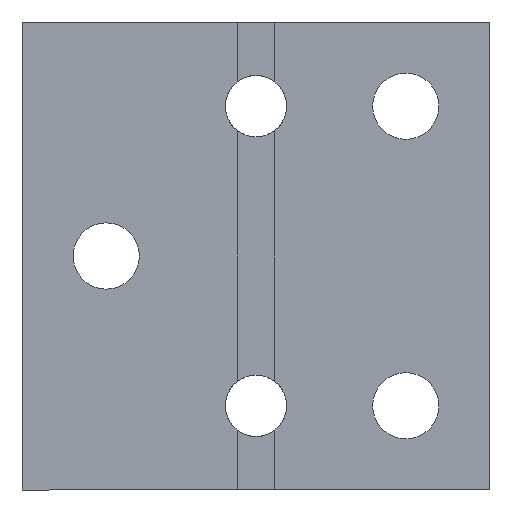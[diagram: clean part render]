
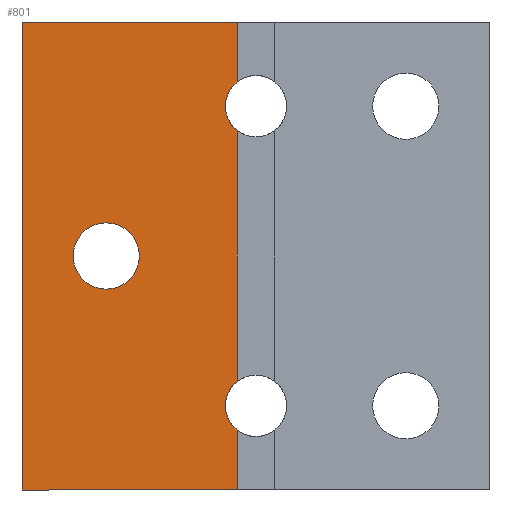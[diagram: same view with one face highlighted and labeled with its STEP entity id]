
A CAD part, left-side view. The second image highlights one B-rep face of the part: STEP entity #801.
In plain terms, the highlighted planar face has unit normal (-1, 0, 0).
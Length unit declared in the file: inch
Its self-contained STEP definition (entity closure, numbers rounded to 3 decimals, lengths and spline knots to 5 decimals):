
#6 = EDGE_CURVE ( 'NONE', #323, #311, #1007, .T. ) ;
#14 = EDGE_CURVE ( 'NONE', #329, #325, #1068, .T. ) ;
#27 = EDGE_CURVE ( 'NONE', #325, #329, #1029, .T. ) ;
#38 = EDGE_CURVE ( 'NONE', #314, #317, #1027, .T. ) ;
#41 = EDGE_CURVE ( 'NONE', #311, #317, #1092, .T. ) ;
#53 = AXIS2_PLACEMENT_3D ( 'NONE', #719, #720, #721 ) ;
#62 = EDGE_CURVE ( 'NONE', #318, #314, #1069, .T. ) ;
#65 = AXIS2_PLACEMENT_3D ( 'NONE', #384, #385, #386 ) ;
#110 = EDGE_CURVE ( 'NONE', #352, #321, #787, .T. ) ;
#111 = EDGE_CURVE ( 'NONE', #349, #323, #784, .T. ) ;
#115 = EDGE_CURVE ( 'NONE', #321, #318, #774, .T. ) ;
#117 = EDGE_CURVE ( 'NONE', #349, #352, #771, .T. ) ;
#134 = AXIS2_PLACEMENT_3D ( 'NONE', #457, #458, #459 ) ;
#137 = AXIS2_PLACEMENT_3D ( 'NONE', #505, #506, #507 ) ;
#141 = AXIS2_PLACEMENT_3D ( 'NONE', #417, #418, #419 ) ;
#248 = FACE_OUTER_BOUND ( 'NONE', #819, .T. ) ;
#287 = FACE_BOUND ( 'NONE', #893, .T. ) ;
#311 = VERTEX_POINT ( 'NONE', #571 ) ;
#314 = VERTEX_POINT ( 'NONE', #574 ) ;
#317 = VERTEX_POINT ( 'NONE', #577 ) ;
#318 = VERTEX_POINT ( 'NONE', #578 ) ;
#321 = VERTEX_POINT ( 'NONE', #581 ) ;
#323 = VERTEX_POINT ( 'NONE', #583 ) ;
#325 = VERTEX_POINT ( 'NONE', #585 ) ;
#329 = VERTEX_POINT ( 'NONE', #589 ) ;
#349 = VERTEX_POINT ( 'NONE', #609 ) ;
#352 = VERTEX_POINT ( 'NONE', #612 ) ;
#366 = CARTESIAN_POINT ( 'NONE',  ( -0.12, 0.625, -0.625 ) ) ;
#367 = DIRECTION ( 'NONE',  ( 0., 0., 1. ) ) ;
#384 = CARTESIAN_POINT ( 'NONE',  ( -0.12, 0.4, 0. ) ) ;
#385 = DIRECTION ( 'NONE',  ( 1., 0., 0. ) ) ;
#386 = DIRECTION ( 'NONE',  ( 0., 0., -1. ) ) ;
#417 = CARTESIAN_POINT ( 'NONE',  ( -0.12, 0.4, 0. ) ) ;
#418 = DIRECTION ( 'NONE',  ( 1., 0., 0. ) ) ;
#419 = DIRECTION ( 'NONE',  ( 0., 0., -1. ) ) ;
#435 = CARTESIAN_POINT ( 'NONE',  ( -0.12, 0.05, -0.625 ) ) ;
#436 = DIRECTION ( 'NONE',  ( 0., 0., 1. ) ) ;
#439 = CARTESIAN_POINT ( 'NONE',  ( -0.12, -0.625, 0.625 ) ) ;
#440 = DIRECTION ( 'NONE',  ( 0., -1., 0. ) ) ;
#457 = CARTESIAN_POINT ( 'NONE',  ( -0.12, 0., 0.4 ) ) ;
#458 = DIRECTION ( 'NONE',  ( 1., 0., 0. ) ) ;
#459 = DIRECTION ( 'NONE',  ( 0., 0., -1. ) ) ;
#505 = CARTESIAN_POINT ( 'NONE',  ( -0.12, 0., -0.4 ) ) ;
#506 = DIRECTION ( 'NONE',  ( 1., 0., 0. ) ) ;
#507 = DIRECTION ( 'NONE',  ( 0., 0., -1. ) ) ;
#508 = CARTESIAN_POINT ( 'NONE',  ( -0.12, -0.625, -0.625 ) ) ;
#509 = DIRECTION ( 'NONE',  ( 0., 1., 0. ) ) ;
#515 = CARTESIAN_POINT ( 'NONE',  ( -0.12, 0.05, -0.625 ) ) ;
#516 = DIRECTION ( 'NONE',  ( 0., 0., 1. ) ) ;
#519 = CARTESIAN_POINT ( 'NONE',  ( -0.12, 0.05, -0.625 ) ) ;
#520 = DIRECTION ( 'NONE',  ( 0., 0., 1. ) ) ;
#571 = CARTESIAN_POINT ( 'NONE',  ( -0.12, 0.625, 0.625 ) ) ;
#574 = CARTESIAN_POINT ( 'NONE',  ( -0.12, 0.05, 0.46499 ) ) ;
#577 = CARTESIAN_POINT ( 'NONE',  ( -0.12, 0.05, 0.625 ) ) ;
#578 = CARTESIAN_POINT ( 'NONE',  ( -0.12, 0.05, 0.33501 ) ) ;
#581 = CARTESIAN_POINT ( 'NONE',  ( -0.12, 0.05, -0.33501 ) ) ;
#583 = CARTESIAN_POINT ( 'NONE',  ( -0.12, 0.625, -0.625 ) ) ;
#585 = CARTESIAN_POINT ( 'NONE',  ( -0.12, 0.4, -0.0885 ) ) ;
#589 = CARTESIAN_POINT ( 'NONE',  ( -0.12, 0.4, 0.0885 ) ) ;
#609 = CARTESIAN_POINT ( 'NONE',  ( -0.12, 0.05, -0.625 ) ) ;
#612 = CARTESIAN_POINT ( 'NONE',  ( -0.12, 0.05, -0.46499 ) ) ;
#718 = PLANE ( 'NONE',  #53 ) ;
#719 = CARTESIAN_POINT ( 'NONE',  ( -0.12, 0.625, 0.625 ) ) ;
#720 = DIRECTION ( 'NONE',  ( 1., 0., 0. ) ) ;
#721 = DIRECTION ( 'NONE',  ( 0., 0., -1. ) ) ;
#771 = LINE ( 'NONE', #519, #786 ) ;
#773 = VECTOR ( 'NONE', #516, 39.37008 ) ;
#774 = LINE ( 'NONE', #515, #773 ) ;
#775 = VECTOR ( 'NONE', #509, 39.37008 ) ;
#784 = LINE ( 'NONE', #508, #775 ) ;
#786 = VECTOR ( 'NONE', #520, 39.37008 ) ;
#787 = CIRCLE ( 'NONE', #137, 0.082 ) ;
#801 = ADVANCED_FACE ( 'NONE', ( #287, #248 ), #718, .F. ) ;
#819 = EDGE_LOOP ( 'NONE', ( #991, #875, #939, #948, #886, #856, #974, #959 ) ) ;
#855 = ORIENTED_EDGE ( 'NONE', *, *, #27, .T. ) ;
#856 = ORIENTED_EDGE ( 'NONE', *, *, #38, .T. ) ;
#875 = ORIENTED_EDGE ( 'NONE', *, *, #117, .T. ) ;
#886 = ORIENTED_EDGE ( 'NONE', *, *, #62, .T. ) ;
#893 = EDGE_LOOP ( 'NONE', ( #855, #945 ) ) ;
#939 = ORIENTED_EDGE ( 'NONE', *, *, #110, .T. ) ;
#945 = ORIENTED_EDGE ( 'NONE', *, *, #14, .T. ) ;
#948 = ORIENTED_EDGE ( 'NONE', *, *, #115, .T. ) ;
#959 = ORIENTED_EDGE ( 'NONE', *, *, #6, .F. ) ;
#974 = ORIENTED_EDGE ( 'NONE', *, *, #41, .F. ) ;
#991 = ORIENTED_EDGE ( 'NONE', *, *, #111, .F. ) ;
#1007 = LINE ( 'NONE', #366, #1074 ) ;
#1017 = VECTOR ( 'NONE', #436, 39.37008 ) ;
#1027 = LINE ( 'NONE', #435, #1017 ) ;
#1029 = CIRCLE ( 'NONE', #141, 0.0885 ) ;
#1068 = CIRCLE ( 'NONE', #65, 0.0885 ) ;
#1069 = CIRCLE ( 'NONE', #134, 0.082 ) ;
#1074 = VECTOR ( 'NONE', #367, 39.37008 ) ;
#1085 = VECTOR ( 'NONE', #440, 39.37008 ) ;
#1092 = LINE ( 'NONE', #439, #1085 ) ;
